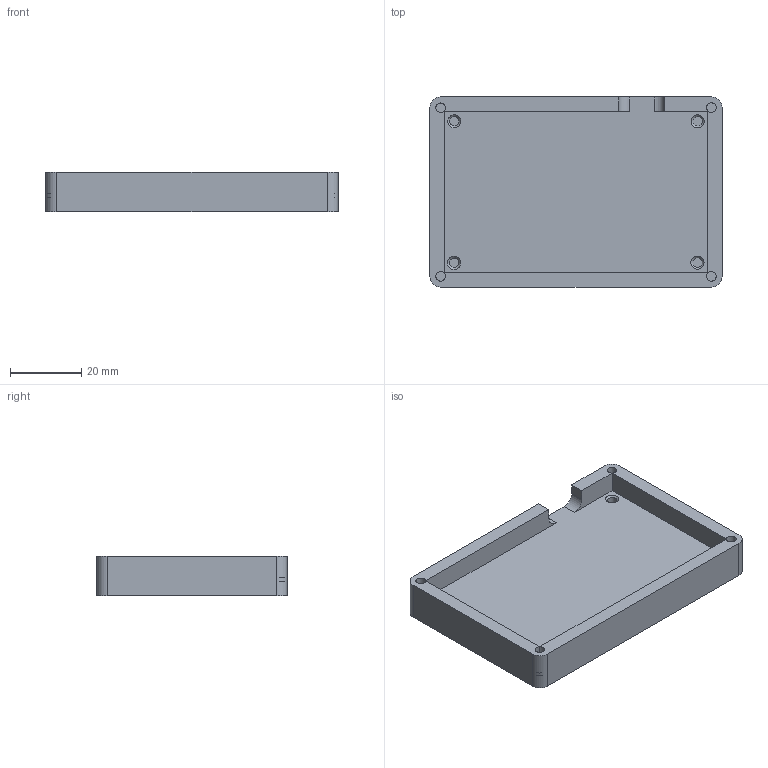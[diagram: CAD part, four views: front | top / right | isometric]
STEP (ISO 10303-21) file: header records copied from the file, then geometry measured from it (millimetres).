
FILE_DESCRIPTION(('HOOPS Exchange Step'),'2;1');
FILE_NAME('temp_export','2025-06-27T16:27:23-04:00',('mobile'),('Shapr3D Limited'),'HOOPS Exchange 2024.8','Shapr3D','Authorized');
FILE_SCHEMA( ('AP242_MANAGED_MODEL_BASED_3D_ENGINEERING_MIM_LF {1 0 10303 442 1 1 4}') );
Length unit declared in the file: millimetre
Products named in the file (1): Body 133
Bounding box: 81.82 x 53.24 x 11 mm (x, y, z)
Volume: 27311.2 mm3; surface area: 13238.7 mm2
Topology: 1 solids, 5 shells, 52 faces, 110 edges, 76 vertices
Faces by surface type: plane 30, cylinder 18, cone 4
Full cylindrical faces by diameter (mm): 2.7 x12
Entity records: 1477 total; most frequent: DIRECTION 270, CARTESIAN_POINT 240, ORIENTED_EDGE 220, EDGE_CURVE 110, AXIS2_PLACEMENT_3D 106, VERTEX_POINT 76, EDGE_LOOP 60, FACE_BOUND 60
